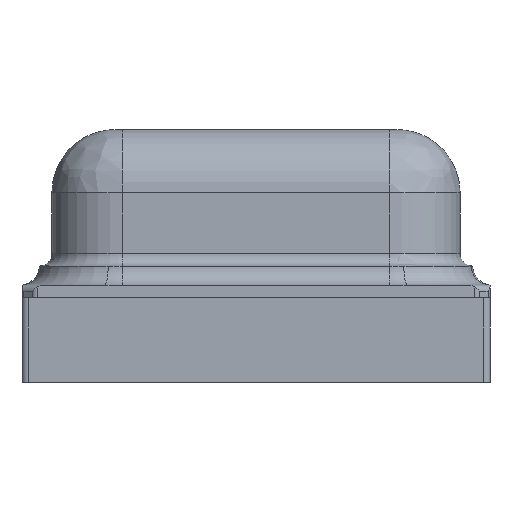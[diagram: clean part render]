
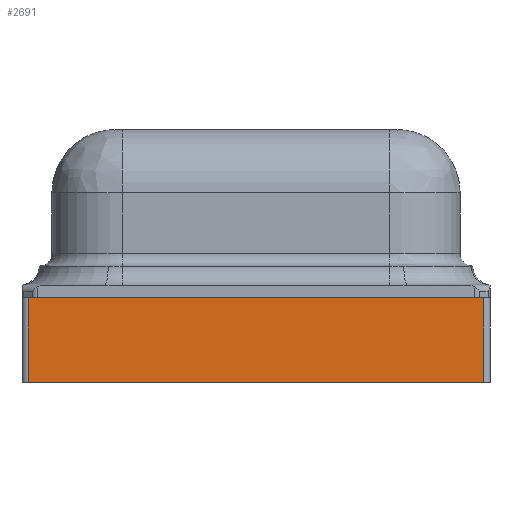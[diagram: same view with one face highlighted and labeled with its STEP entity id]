
A CAD part, front view. The second image highlights one B-rep face of the part: STEP entity #2691.
In plain terms, the highlighted planar face has unit normal (0, -1, 0).
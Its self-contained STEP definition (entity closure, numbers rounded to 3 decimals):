
#271=PLANE('',#2909);
#379=FACE_OUTER_BOUND('',#504,.T.);
#504=EDGE_LOOP('',(#2541,#2542,#2543,#2544,#2545,#2546));
#648=LINE('',#3689,#827);
#662=LINE('',#3725,#841);
#664=LINE('',#3731,#843);
#775=LINE('',#4875,#954);
#779=LINE('',#4883,#958);
#780=LINE('',#4887,#959);
#827=VECTOR('',#3056,10.);
#841=VECTOR('',#3084,10.);
#843=VECTOR('',#3090,10.);
#954=VECTOR('',#3433,10.);
#958=VECTOR('',#3445,10.);
#959=VECTOR('',#3452,10.);
#970=VERTEX_POINT('',#3512);
#977=VERTEX_POINT('',#3532);
#1023=VERTEX_POINT('',#3686);
#1024=VERTEX_POINT('',#3688);
#1039=VERTEX_POINT('',#3723);
#1040=VERTEX_POINT('',#3727);
#1372=EDGE_CURVE('',#1024,#1023,#648,.T.);
#1391=EDGE_CURVE('',#1039,#1023,#662,.T.);
#1394=EDGE_CURVE('',#1024,#1040,#664,.T.);
#1692=EDGE_CURVE('',#977,#970,#775,.T.);
#1696=EDGE_CURVE('',#977,#1040,#779,.T.);
#1697=EDGE_CURVE('',#970,#1039,#780,.T.);
#2541=ORIENTED_EDGE('',*,*,#1391,.F.);
#2542=ORIENTED_EDGE('',*,*,#1697,.F.);
#2543=ORIENTED_EDGE('',*,*,#1692,.F.);
#2544=ORIENTED_EDGE('',*,*,#1696,.T.);
#2545=ORIENTED_EDGE('',*,*,#1394,.F.);
#2546=ORIENTED_EDGE('',*,*,#1372,.T.);
#2691=ADVANCED_FACE('',(#379),#271,.T.);
#2909=AXIS2_PLACEMENT_3D('',#4951,#3496,#3497);
#3056=DIRECTION('',(1.,0.,0.));
#3084=DIRECTION('',(0.,0.,-1.));
#3090=DIRECTION('',(0.,0.,1.));
#3433=DIRECTION('',(1.,0.,0.));
#3445=DIRECTION('',(-1.,0.,0.));
#3452=DIRECTION('',(1.,0.,0.));
#3496=DIRECTION('center_axis',(0.,-1.,0.));
#3497=DIRECTION('ref_axis',(1.,0.,0.));
#3512=CARTESIAN_POINT('',(0.865,-1.375,0.335));
#3532=CARTESIAN_POINT('',(-0.865,-1.375,0.335));
#3686=CARTESIAN_POINT('',(0.9,-1.375,0.));
#3688=CARTESIAN_POINT('',(-0.9,-1.375,0.));
#3689=CARTESIAN_POINT('',(-0.925,-1.375,0.));
#3723=CARTESIAN_POINT('',(0.9,-1.375,0.335));
#3725=CARTESIAN_POINT('',(0.9,-1.375,0.));
#3727=CARTESIAN_POINT('',(-0.9,-1.375,0.335));
#3731=CARTESIAN_POINT('',(-0.9,-1.375,0.));
#4875=CARTESIAN_POINT('',(-0.463,-1.375,0.335));
#4883=CARTESIAN_POINT('',(-0.463,-1.375,0.335));
#4887=CARTESIAN_POINT('',(-0.463,-1.375,0.335));
#4951=CARTESIAN_POINT('Origin',(-0.925,-1.375,0.));
